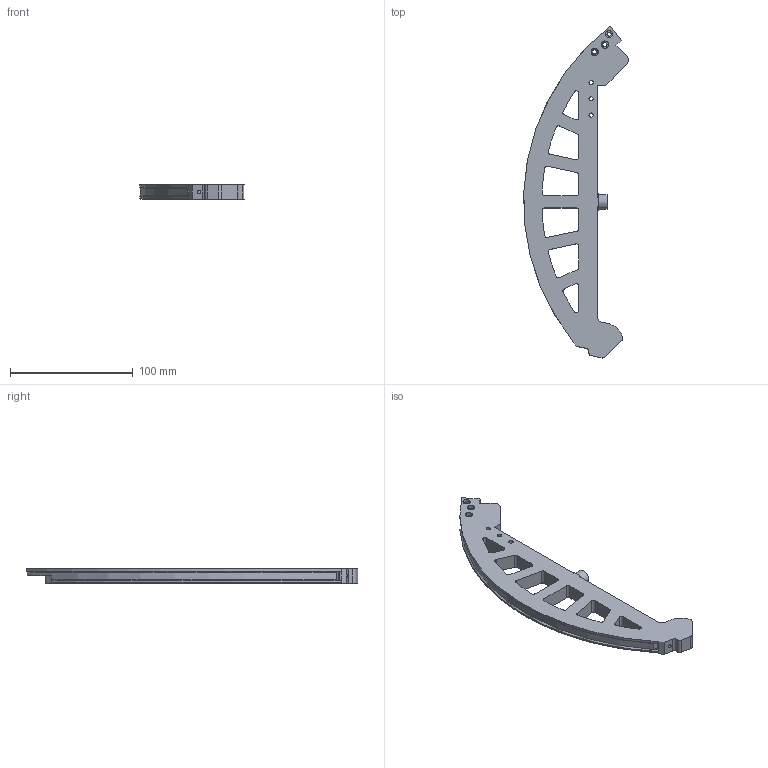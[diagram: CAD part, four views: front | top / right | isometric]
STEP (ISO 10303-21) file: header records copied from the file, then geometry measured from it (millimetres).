
FILE_DESCRIPTION (( 'STEP AP203' ), '1' );
FILE_NAME ('06a_splitring_part1_v4_200x200.step', '2021-01-10T11:55:42', ( '' ), ( '' ), 'SwSTEP 2.0', 'SolidWorks 2020', '' );
FILE_SCHEMA (( 'CONFIG_CONTROL_DESIGN' ));
Length unit declared in the file: millimetre
Products named in the file (1): 06a_splitring_part1_v4_200x200
Bounding box: 85.23 x 270.27 x 12 mm (x, y, z)
Volume: 107520.7 mm3; surface area: 35504.6 mm2
Topology: 1 solids, 1 shells, 156 faces, 416 edges, 275 vertices
Faces by surface type: cylinder 89, plane 60, cone 7
Entity records: 5110 total; most frequent: CARTESIAN_POINT 917, DIRECTION 905, ORIENTED_EDGE 832, EDGE_CURVE 416, AXIS2_PLACEMENT_3D 343, VERTEX_POINT 275, LINE 219, VECTOR 219
